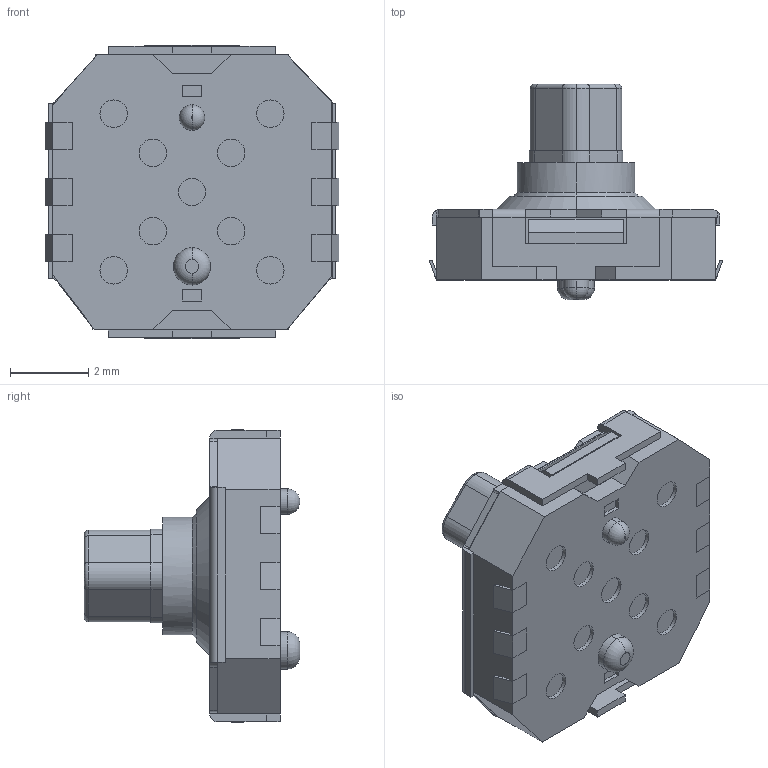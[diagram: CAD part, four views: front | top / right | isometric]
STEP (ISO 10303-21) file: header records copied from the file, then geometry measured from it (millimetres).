
FILE_DESCRIPTION (( 'STEP AP214' ), '1' );
FILE_NAME ('SKRHABE010.STEP', '2022-04-19T08:46:55', ( '' ), ( '' ), 'SwSTEP 2.0', 'SolidWorks 2018', '' );
FILE_SCHEMA (( 'AUTOMOTIVE_DESIGN' ));
Length unit declared in the file: millimetre
Products named in the file (1): SKRHABE010
Bounding box: 7.51 x 5.5 x 7.5 mm (x, y, z)
Volume: 103.5 mm3; surface area: 259.4 mm2
Topology: 12 solids, 12 shells, 286 faces, 722 edges, 469 vertices
Faces by surface type: plane 222, cylinder 51, torus 9, cone 4
Entity records: 10605 total; most frequent: CARTESIAN_POINT 1542, ORIENTED_EDGE 1444, DIRECTION 1408, EDGE_CURVE 722, VECTOR 596, LINE 596, VERTEX_POINT 469, AXIS2_PLACEMENT_3D 406
